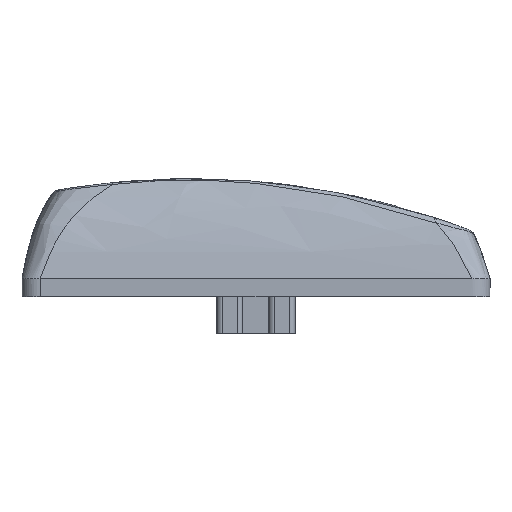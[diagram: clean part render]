
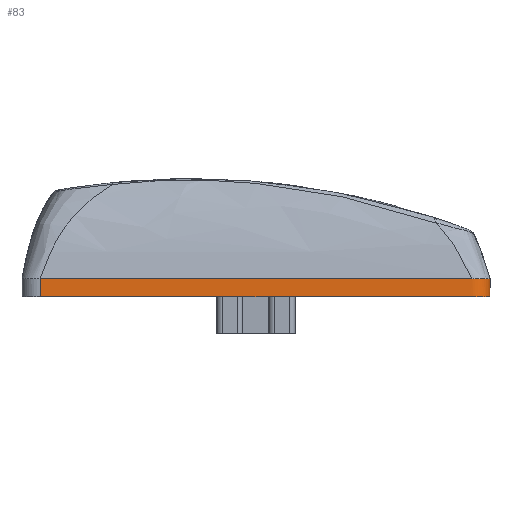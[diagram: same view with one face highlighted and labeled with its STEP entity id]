
A CAD part, left-side view. The second image highlights one B-rep face of the part: STEP entity #83.
In plain terms, the highlighted free-form (B-spline) face has degree [1, 2] with [2, 17] control points.
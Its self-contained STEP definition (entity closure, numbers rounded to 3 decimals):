
#83=ADVANCED_FACE('',(#183),#1574,.T.);
#183=FACE_OUTER_BOUND('',#285,.T.);
#285=EDGE_LOOP('',(#672,#673,#674,#675,#676,#677));
#672=ORIENTED_EDGE('',*,*,#1083,.T.);
#673=ORIENTED_EDGE('',*,*,#1096,.T.);
#674=ORIENTED_EDGE('',*,*,#1060,.T.);
#675=ORIENTED_EDGE('',*,*,#1061,.T.);
#676=ORIENTED_EDGE('',*,*,#1043,.F.);
#677=ORIENTED_EDGE('',*,*,#1114,.F.);
#1043=EDGE_CURVE('',#1506,#1507,#1341,.T.);
#1060=EDGE_CURVE('',#1518,#1519,#1358,.T.);
#1061=EDGE_CURVE('',#1519,#1507,#1359,.T.);
#1083=EDGE_CURVE('',#1465,#1464,#1208,.T.);
#1096=EDGE_CURVE('',#1464,#1518,#1376,.T.);
#1114=EDGE_CURVE('',#1465,#1506,#1380,.T.);
#1208=B_SPLINE_CURVE_WITH_KNOTS('',1,(#6634,#6635),.UNSPECIFIED.,.F.,.F.,
(2,2),(-0.557,-0.539),.UNSPECIFIED.);
#1341=(
BOUNDED_CURVE()
B_SPLINE_CURVE(1,(#6250,#6251),.UNSPECIFIED.,.F.,.F.)
B_SPLINE_CURVE_WITH_KNOTS((2,2),(0.,0.7),.UNSPECIFIED.)
CURVE()
GEOMETRIC_REPRESENTATION_ITEM()
RATIONAL_B_SPLINE_CURVE((1.,1.))
REPRESENTATION_ITEM('')
);
#1358=(
BOUNDED_CURVE()
B_SPLINE_CURVE(2,(#6377,#6378,#6379),.UNSPECIFIED.,.F.,.F.)
B_SPLINE_CURVE_WITH_KNOTS((3,3),(53.099,54.198),
 .UNSPECIFIED.)
CURVE()
GEOMETRIC_REPRESENTATION_ITEM()
RATIONAL_B_SPLINE_CURVE((1.,0.707,1.))
REPRESENTATION_ITEM('')
);
#1359=(
BOUNDED_CURVE()
B_SPLINE_CURVE(2,(#6380,#6381,#6382),.UNSPECIFIED.,.F.,.F.)
B_SPLINE_CURVE_WITH_KNOTS((3,3),(54.198,70.798),
 .UNSPECIFIED.)
CURVE()
GEOMETRIC_REPRESENTATION_ITEM()
RATIONAL_B_SPLINE_CURVE((1.,1.,1.))
REPRESENTATION_ITEM('')
);
#1376=(
BOUNDED_CURVE()
B_SPLINE_CURVE(2,(#6697,#6698,#6699),.UNSPECIFIED.,.F.,.F.)
B_SPLINE_CURVE_WITH_KNOTS((3,3),(44.799,53.099),
 .UNSPECIFIED.)
CURVE()
GEOMETRIC_REPRESENTATION_ITEM()
RATIONAL_B_SPLINE_CURVE((1.,1.,1.))
REPRESENTATION_ITEM('')
);
#1380=(
BOUNDED_CURVE()
B_SPLINE_CURVE(2,(#6803,#6804,#6805,#6806,#6807,#6808,#6809),
 .UNSPECIFIED.,.F.,.F.)
B_SPLINE_CURVE_WITH_KNOTS((3,2,2,3),(8.3,16.6,17.7,34.3),
 .UNSPECIFIED.)
CURVE()
GEOMETRIC_REPRESENTATION_ITEM()
RATIONAL_B_SPLINE_CURVE((1.,1.,1.,0.707,1.,1.,1.))
REPRESENTATION_ITEM('')
);
#1464=VERTEX_POINT('',#5327);
#1465=VERTEX_POINT('',#5328);
#1506=VERTEX_POINT('',#5369);
#1507=VERTEX_POINT('',#5370);
#1518=VERTEX_POINT('',#5381);
#1519=VERTEX_POINT('',#5382);
#1574=(
BOUNDED_SURFACE()
B_SPLINE_SURFACE(1,2,((#3658,#3659,#3660,#3661,#3662,#3663,#3664,#3665,
#3666,#3667,#3668,#3669,#3670,#3671,#3672,#3673,#3674),(#3675,#3676,#3677,
#3678,#3679,#3680,#3681,#3682,#3683,#3684,#3685,#3686,#3687,#3688,#3689,
#3690,#3691)),.UNSPECIFIED.,.F.,.F.,.F.)
B_SPLINE_SURFACE_WITH_KNOTS((2,2),(3,2,2,2,2,2,2,2,3),(0.,0.7),(0.,1.1,
17.7,18.799,35.399,36.499,53.099,
54.198,70.798),.UNSPECIFIED.)
GEOMETRIC_REPRESENTATION_ITEM()
RATIONAL_B_SPLINE_SURFACE(((1.,0.707,1.,1.,1.,0.707,
1.,1.,1.,0.707,1.,1.,1.,0.707,1.,1.,1.),(1.,0.707,
1.,1.,1.,0.707,1.,1.,1.,0.707,1.,1.,1.,0.707,
1.,1.,1.)))
REPRESENTATION_ITEM('')
SURFACE()
);
#3658=CARTESIAN_POINT('',(45.5,28.3,-0.4));
#3659=CARTESIAN_POINT('',(45.5,29.,-0.4));
#3660=CARTESIAN_POINT('',(46.2,29.,-0.4));
#3661=CARTESIAN_POINT('',(54.5,29.,-0.4));
#3662=CARTESIAN_POINT('',(62.8,29.,-0.4));
#3663=CARTESIAN_POINT('',(63.5,29.,-0.4));
#3664=CARTESIAN_POINT('',(63.5,28.3,-0.4));
#3665=CARTESIAN_POINT('',(63.5,20.,-0.4));
#3666=CARTESIAN_POINT('',(63.5,11.7,-0.4));
#3667=CARTESIAN_POINT('',(63.5,11.,-0.4));
#3668=CARTESIAN_POINT('',(62.8,11.,-0.4));
#3669=CARTESIAN_POINT('',(54.5,11.,-0.4));
#3670=CARTESIAN_POINT('',(46.2,11.,-0.4));
#3671=CARTESIAN_POINT('',(45.5,11.,-0.4));
#3672=CARTESIAN_POINT('',(45.5,11.7,-0.4));
#3673=CARTESIAN_POINT('',(45.5,20.,-0.4));
#3674=CARTESIAN_POINT('',(45.5,28.3,-0.4));
#3675=CARTESIAN_POINT('',(45.5,28.3,0.3));
#3676=CARTESIAN_POINT('',(45.5,29.,0.3));
#3677=CARTESIAN_POINT('',(46.2,29.,0.3));
#3678=CARTESIAN_POINT('',(54.5,29.,0.3));
#3679=CARTESIAN_POINT('',(62.8,29.,0.3));
#3680=CARTESIAN_POINT('',(63.5,29.,0.3));
#3681=CARTESIAN_POINT('',(63.5,28.3,0.3));
#3682=CARTESIAN_POINT('',(63.5,20.,0.3));
#3683=CARTESIAN_POINT('',(63.5,11.7,0.3));
#3684=CARTESIAN_POINT('',(63.5,11.,0.3));
#3685=CARTESIAN_POINT('',(62.8,11.,0.3));
#3686=CARTESIAN_POINT('',(54.5,11.,0.3));
#3687=CARTESIAN_POINT('',(46.2,11.,0.3));
#3688=CARTESIAN_POINT('',(45.5,11.,0.3));
#3689=CARTESIAN_POINT('',(45.5,11.7,0.3));
#3690=CARTESIAN_POINT('',(45.5,20.,0.3));
#3691=CARTESIAN_POINT('',(45.5,28.3,0.3));
#5327=CARTESIAN_POINT('',(54.5,11.,0.3));
#5328=CARTESIAN_POINT('',(54.5,11.,-0.4));
#5369=CARTESIAN_POINT('',(45.5,28.3,-0.4));
#5370=CARTESIAN_POINT('',(45.5,28.3,0.3));
#5381=CARTESIAN_POINT('',(46.2,11.,0.3));
#5382=CARTESIAN_POINT('',(45.5,11.7,0.3));
#6250=CARTESIAN_POINT('',(45.5,28.3,-0.4));
#6251=CARTESIAN_POINT('',(45.5,28.3,0.3));
#6377=CARTESIAN_POINT('',(46.2,11.,0.3));
#6378=CARTESIAN_POINT('',(45.5,11.,0.3));
#6379=CARTESIAN_POINT('',(45.5,11.7,0.3));
#6380=CARTESIAN_POINT('',(45.5,11.7,0.3));
#6381=CARTESIAN_POINT('',(45.5,20.,0.3));
#6382=CARTESIAN_POINT('',(45.5,28.3,0.3));
#6634=CARTESIAN_POINT('',(54.5,11.,-0.4));
#6635=CARTESIAN_POINT('',(54.5,11.,0.3));
#6697=CARTESIAN_POINT('',(54.5,11.,0.3));
#6698=CARTESIAN_POINT('',(50.35,11.,0.3));
#6699=CARTESIAN_POINT('',(46.2,11.,0.3));
#6803=CARTESIAN_POINT('',(54.5,11.,-0.4));
#6804=CARTESIAN_POINT('',(50.35,11.,-0.4));
#6805=CARTESIAN_POINT('',(46.2,11.,-0.4));
#6806=CARTESIAN_POINT('',(45.5,11.,-0.4));
#6807=CARTESIAN_POINT('',(45.5,11.7,-0.4));
#6808=CARTESIAN_POINT('',(45.5,20.,-0.4));
#6809=CARTESIAN_POINT('',(45.5,28.3,-0.4));
